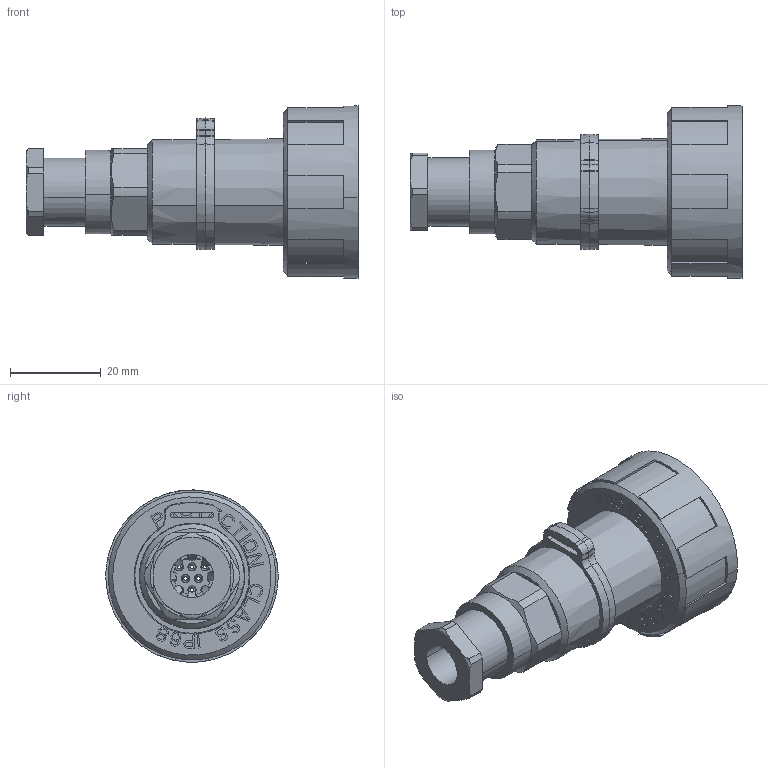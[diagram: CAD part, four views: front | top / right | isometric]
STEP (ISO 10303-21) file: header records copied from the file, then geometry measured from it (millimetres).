
FILE_DESCRIPTION(('STEP AP242'),'1');
FILE_NAME('px0820-s-xx-xxx.stp','2024-05-07T23:03:07',('TraceParts'),('TraceParts S.A.'),'Spatial InterOp 3D',' ',' ');
FILE_SCHEMA(('AP242_MANAGED_MODEL_BASED_3D_ENGINEERING_MIM_LF {1 0 10303 442 1 1 4}'));
Length unit declared in the file: millimetre
Products named in the file (1): px0820-s-xx-xxx_1
Bounding box: 73.17 x 37.97 x 37.93 mm (x, y, z)
Volume: 20750.1 mm3; surface area: 22788.4 mm2
Topology: 3 solids, 3 shells, 2111 faces, 6162 edges, 4143 vertices
Faces by surface type: plane 1403, cone 404, cylinder 277, bspline 27
Entity records: 114027 total; most frequent: CARTESIAN_POINT 34043, ORIENTED_EDGE 12324, DIRECTION 11350, EDGE_CURVE 6162, VERTEX_POINT 4143, LINE 4064, VECTOR 4064, PRESENTATION_STYLE_ASSIGNMENT 3903
